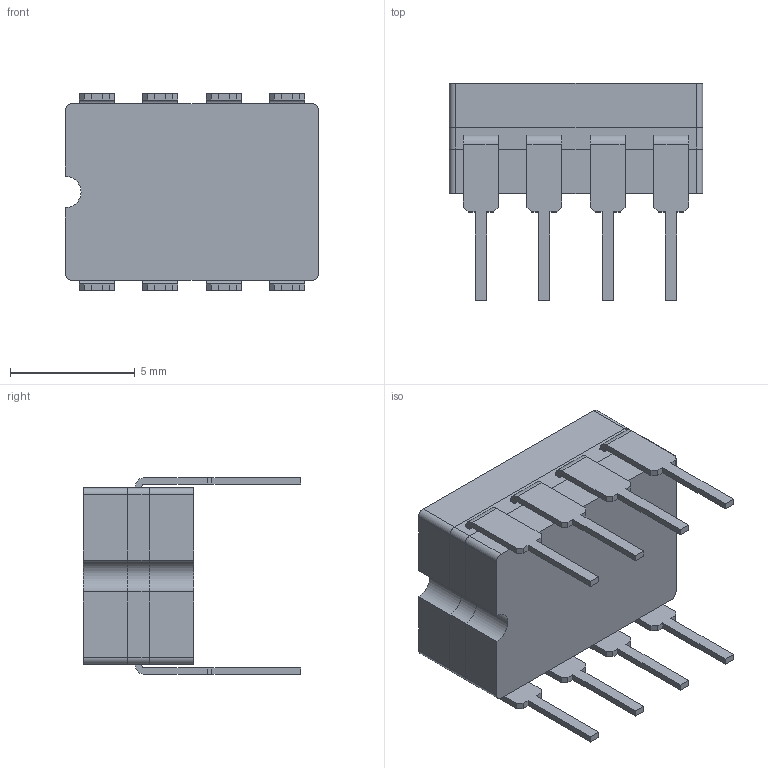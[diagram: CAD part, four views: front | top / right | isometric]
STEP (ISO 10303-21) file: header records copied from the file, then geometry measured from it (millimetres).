
FILE_DESCRIPTION((''),'2;1');
FILE_NAME('J08A_ASM','2013-08-19T',('a0412086'),(''),'PRO/ENGINEER BY PARAMETRIC TECHNOLOGY CORPORATION, 2011490','PRO/ENGINEER BY PARAMETRIC TECHNOLOGY CORPORATION, 2011490','');
FILE_SCHEMA(('AUTOMOTIVE_DESIGN_CC2 { 1 2 10303 214 -1 1 5 2 }'));
Length unit declared in the file: inch
Products named in the file (5): BASE_J08A; LID_J08A; GLASS_J08A; LEAD_J08A; J08A_ASM
Assembly tree (11 placements, depth 2):
  J08A_ASM
    BASE_J08A
    LID_J08A
    GLASS_J08A
    LEAD_J08A  x8
Bounding box: 10.16 x 8.71 x 7.87 mm (x, y, z)
Volume: 306.2 mm3; surface area: 720 mm2
Topology: 11 solids, 11 shells, 198 faces, 506 edges, 332 vertices
Faces by surface type: plane 143, cylinder 47, torus 8
Entity records: 3410 total; most frequent: DIRECTION 490, CARTESIAN_POINT 450, ORIENTED_EDGE 424, PRESENTATION_STYLE_ASSIGNMENT 216, STYLED_ITEM 216, CURVE_STYLE 212, EDGE_CURVE 212, AXIS2_PLACEMENT_3D 176
